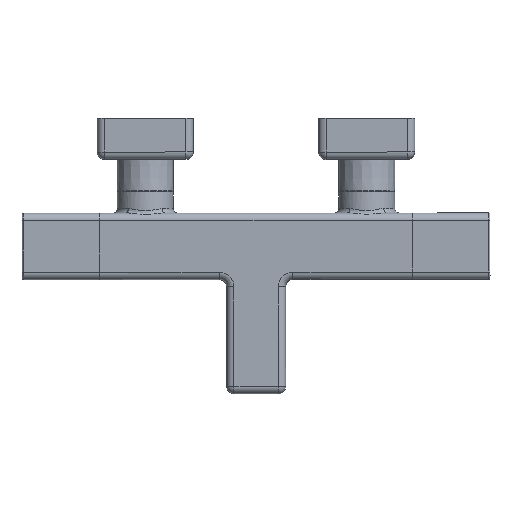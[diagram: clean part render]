
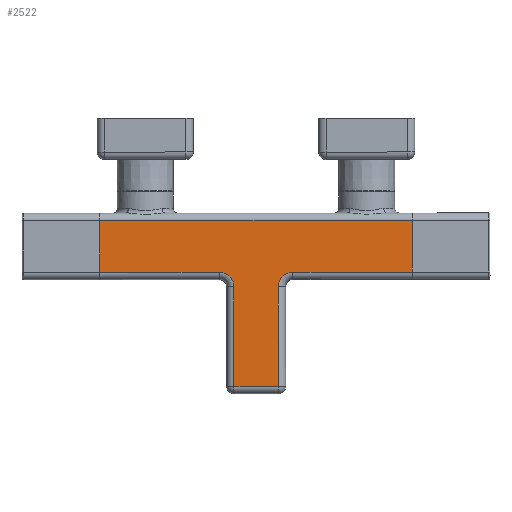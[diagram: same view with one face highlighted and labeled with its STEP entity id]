
A CAD part, top view. The second image highlights one B-rep face of the part: STEP entity #2522.
In plain terms, the highlighted planar face has unit normal (0.001, 0, 1).
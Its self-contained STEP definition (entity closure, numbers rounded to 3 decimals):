
#207=FACE_OUTER_BOUND('',#375,.T.);
#375=EDGE_LOOP('',(#1717,#1718,#1719,#1720,#1721,#1722,#1723,#1724,#1725,
#1726));
#560=LINE('',#4051,#745);
#561=LINE('',#4053,#746);
#562=LINE('',#4055,#747);
#563=LINE('',#4057,#748);
#564=LINE('',#4059,#749);
#565=LINE('',#4063,#750);
#566=LINE('',#4065,#751);
#567=LINE('',#4067,#752);
#745=VECTOR('',#3142,80.9);
#746=VECTOR('',#3143,35.);
#747=VECTOR('',#3144,211.8);
#748=VECTOR('',#3145,35.);
#749=VECTOR('',#3146,80.9);
#750=VECTOR('',#3149,67.5);
#751=VECTOR('',#3150,30.);
#752=VECTOR('',#3151,67.5);
#924=CIRCLE('',#2769,10.);
#925=CIRCLE('',#2770,10.);
#1109=VERTEX_POINT('',#4049);
#1110=VERTEX_POINT('',#4050);
#1111=VERTEX_POINT('',#4052);
#1112=VERTEX_POINT('',#4054);
#1113=VERTEX_POINT('',#4056);
#1114=VERTEX_POINT('',#4058);
#1115=VERTEX_POINT('',#4060);
#1116=VERTEX_POINT('',#4062);
#1117=VERTEX_POINT('',#4064);
#1118=VERTEX_POINT('',#4066);
#1341=EDGE_CURVE('',#1109,#1110,#560,.T.);
#1342=EDGE_CURVE('',#1111,#1109,#561,.T.);
#1343=EDGE_CURVE('',#1111,#1112,#562,.T.);
#1344=EDGE_CURVE('',#1112,#1113,#563,.T.);
#1345=EDGE_CURVE('',#1114,#1113,#564,.T.);
#1346=EDGE_CURVE('',#1114,#1115,#924,.T.);
#1347=EDGE_CURVE('',#1116,#1115,#565,.T.);
#1348=EDGE_CURVE('',#1117,#1116,#566,.T.);
#1349=EDGE_CURVE('',#1118,#1117,#567,.T.);
#1350=EDGE_CURVE('',#1118,#1110,#925,.T.);
#1717=ORIENTED_EDGE('',*,*,#1341,.F.);
#1718=ORIENTED_EDGE('',*,*,#1342,.F.);
#1719=ORIENTED_EDGE('',*,*,#1343,.T.);
#1720=ORIENTED_EDGE('',*,*,#1344,.T.);
#1721=ORIENTED_EDGE('',*,*,#1345,.F.);
#1722=ORIENTED_EDGE('',*,*,#1346,.T.);
#1723=ORIENTED_EDGE('',*,*,#1347,.F.);
#1724=ORIENTED_EDGE('',*,*,#1348,.F.);
#1725=ORIENTED_EDGE('',*,*,#1349,.F.);
#1726=ORIENTED_EDGE('',*,*,#1350,.T.);
#2458=PLANE('',#2768);
#2522=ADVANCED_FACE('',(#207),#2458,.T.);
#2768=AXIS2_PLACEMENT_3D('',#4048,#3140,#3141);
#2769=AXIS2_PLACEMENT_3D('',#4061,#3147,#3148);
#2770=AXIS2_PLACEMENT_3D('',#4068,#3152,#3153);
#3140=DIRECTION('center_axis',(0.001,0.,
1.));
#3141=DIRECTION('ref_axis',(0.001,-1.,0.));
#3142=DIRECTION('',(-1.,-0.001,0.001));
#3143=DIRECTION('',(0.001,-1.,0.));
#3144=DIRECTION('',(-1.,-0.001,0.001));
#3145=DIRECTION('',(0.001,-1.,0.));
#3146=DIRECTION('',(-1.,-0.001,0.001));
#3147=DIRECTION('center_axis',(-0.001,0.,
-1.));
#3148=DIRECTION('ref_axis',(-0.001,1.,0.));
#3149=DIRECTION('',(-0.001,1.,0.));
#3150=DIRECTION('',(-1.,-0.001,0.001));
#3151=DIRECTION('',(0.001,-1.,0.));
#3152=DIRECTION('center_axis',(-0.001,0.,
-1.));
#3153=DIRECTION('ref_axis',(-1.,-0.001,0.001));
#4048=CARTESIAN_POINT('Origin',(-105.832,-65.338,28.581));
#4049=CARTESIAN_POINT('',(105.992,-105.21,28.453));
#4050=CARTESIAN_POINT('',(25.092,-105.259,28.502));
#4051=CARTESIAN_POINT('',(105.992,-105.21,28.453));
#4052=CARTESIAN_POINT('',(105.971,-70.21,28.454));
#4053=CARTESIAN_POINT('',(105.971,-70.21,28.454));
#4054=CARTESIAN_POINT('',(-105.829,-70.338,28.581));
#4055=CARTESIAN_POINT('',(105.971,-70.21,28.454));
#4056=CARTESIAN_POINT('',(-105.808,-105.338,28.581));
#4057=CARTESIAN_POINT('',(-105.829,-70.338,28.581));
#4058=CARTESIAN_POINT('',(-24.908,-105.289,28.533));
#4059=CARTESIAN_POINT('',(-24.908,-105.289,28.533));
#4060=CARTESIAN_POINT('',(-14.902,-115.283,28.527));
#4061=CARTESIAN_POINT('Origin',(-24.902,-115.289,28.533));
#4062=CARTESIAN_POINT('',(-14.861,-182.783,28.527));
#4063=CARTESIAN_POINT('',(-14.861,-182.783,28.527));
#4064=CARTESIAN_POINT('',(15.139,-182.765,28.508));
#4065=CARTESIAN_POINT('',(15.139,-182.765,28.508));
#4066=CARTESIAN_POINT('',(15.098,-115.265,28.508));
#4067=CARTESIAN_POINT('',(15.098,-115.265,28.508));
#4068=CARTESIAN_POINT('Origin',(25.098,-115.259,28.502));
